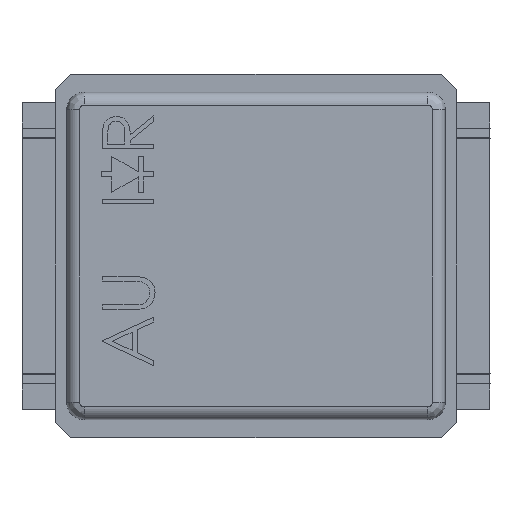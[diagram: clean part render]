
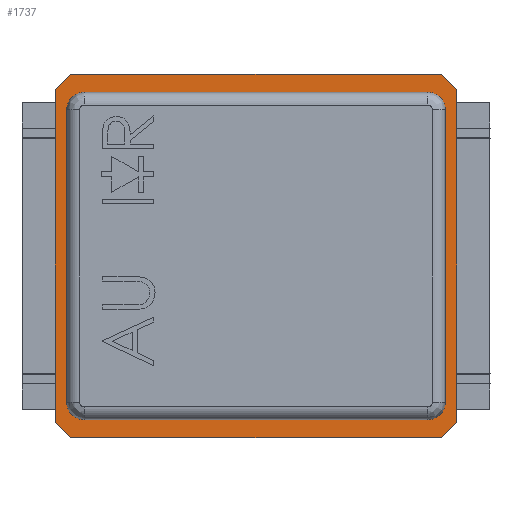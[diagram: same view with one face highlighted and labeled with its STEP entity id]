
A CAD part, top view. The second image highlights one B-rep face of the part: STEP entity #1737.
In plain terms, the highlighted planar face has unit normal (0, 0, 1).
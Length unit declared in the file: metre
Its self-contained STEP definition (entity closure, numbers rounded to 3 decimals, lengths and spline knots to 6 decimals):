
#1303 = EDGE_CURVE( '', #3728, #3729, #3730, .T. );
#1403 = EDGE_CURVE( '', #3903, #3904, #3905, .T. );
#1567 = EDGE_CURVE( '', #4167, #3728, #4178, .T. );
#1633 = EDGE_CURVE( '', #4284, #4285, #4286, .T. );
#1653 = EDGE_CURVE( '', #4319, #4320, #4321, .T. );
#1737 = ADVANCED_FACE( '', ( #4445, #4446 ), #4447, .T. );
#1855 = EDGE_CURVE( '', #4632, #4509, #4633, .T. );
#2043 = EDGE_CURVE( '', #4285, #4904, #4905, .T. );
#2089 = EDGE_CURVE( '', #4768, #3903, #4974, .T. );
#2275 = EDGE_CURVE( '', #4320, #4632, #5228, .T. );
#2505 = EDGE_CURVE( '', #5518, #5519, #5520, .T. );
#2627 = EDGE_CURVE( '', #3904, #5518, #5669, .T. );
#2863 = EDGE_CURVE( '', #4509, #4284, #5949, .T. );
#2897 = EDGE_CURVE( '', #5560, #4319, #5995, .T. );
#2973 = EDGE_CURVE( '', #5519, #4167, #6088, .T. );
#3125 = EDGE_CURVE( '', #3729, #4768, #6263, .T. );
#3343 = EDGE_CURVE( '', #4904, #5560, #6525, .T. );
#3728 = VERTEX_POINT( '', #7014 );
#3729 = VERTEX_POINT( '', #7015 );
#3730 = LINE( '', #7016, #7017 );
#3903 = VERTEX_POINT( '', #7301 );
#3904 = VERTEX_POINT( '', #7302 );
#3905 = LINE( '', #7303, #7304 );
#4167 = VERTEX_POINT( '', #7707 );
#4178 = LINE( '', #7721, #7722 );
#4284 = VERTEX_POINT( '', #7902 );
#4285 = VERTEX_POINT( '', #7903 );
#4286 = CIRCLE( '', #7904, 0.00034 );
#4319 = VERTEX_POINT( '', #7951 );
#4320 = VERTEX_POINT( '', #7952 );
#4321 = CIRCLE( '', #7953, 0.00034 );
#4445 = FACE_OUTER_BOUND( '', #8158, .T. );
#4446 = FACE_BOUND( '', #8159, .T. );
#4447 = PLANE( '', #8160 );
#4509 = VERTEX_POINT( '', #8293 );
#4632 = VERTEX_POINT( '', #8461 );
#4633 = CIRCLE( '', #8462, 0.00034 );
#4768 = VERTEX_POINT( '', #8664 );
#4904 = VERTEX_POINT( '', #8879 );
#4905 = LINE( '', #8880, #8881 );
#4974 = LINE( '', #9009, #9010 );
#5228 = LINE( '', #9409, #9410 );
#5518 = VERTEX_POINT( '', #9895 );
#5519 = VERTEX_POINT( '', #9896 );
#5520 = LINE( '', #9897, #9898 );
#5560 = VERTEX_POINT( '', #9993 );
#5669 = LINE( '', #10188, #10189 );
#5949 = LINE( '', #10653, #10654 );
#5995 = LINE( '', #10713, #10714 );
#6088 = LINE( '', #10843, #10844 );
#6263 = LINE( '', #11136, #11137 );
#6525 = CIRCLE( '', #11583, 0.00034 );
#7014 = CARTESIAN_POINT( '', ( 0.003614, 0.00354, 0.0005 ) );
#7015 = CARTESIAN_POINT( '', ( -0.003636, 0.00354, 0.0005 ) );
#7016 = CARTESIAN_POINT( '', ( -0.003636, 0.00354, 0.0005 ) );
#7017 = VECTOR( '', #12100, 1. );
#7301 = CARTESIAN_POINT( '', ( -0.003936, -0.00326, 0.0005 ) );
#7302 = CARTESIAN_POINT( '', ( -0.003636, -0.00356, 0.0005 ) );
#7303 = CARTESIAN_POINT( '', ( -0.003936, -0.00326, 0.0005 ) );
#7304 = VECTOR( '', #12285, 1. );
#7707 = CARTESIAN_POINT( '', ( 0.003914, 0.00324, 0.0005 ) );
#7721 = CARTESIAN_POINT( '', ( 0.003914, 0.00324, 0.0005 ) );
#7722 = VECTOR( '', #12605, 1. );
#7902 = CARTESIAN_POINT( '', ( -0.003371, 0.00319, 0.0005 ) );
#7903 = CARTESIAN_POINT( '', ( -0.003711, 0.00285, 0.0005 ) );
#7904 = AXIS2_PLACEMENT_3D( '', #12719, #12720, #12721 );
#7951 = CARTESIAN_POINT( '', ( 0.003349, -0.00321, 0.0005 ) );
#7952 = CARTESIAN_POINT( '', ( 0.003689, -0.00287, 0.0005 ) );
#7953 = AXIS2_PLACEMENT_3D( '', #12747, #12748, #12749 );
#8158 = EDGE_LOOP( '', ( #12903, #12904, #12905, #12906, #12907, #12908, #12909, #12910 ) );
#8159 = EDGE_LOOP( '', ( #12911, #12912, #12913, #12914, #12915, #12916, #12917, #12918 ) );
#8160 = AXIS2_PLACEMENT_3D( '', #12919, #12920, #12921 );
#8293 = CARTESIAN_POINT( '', ( 0.003349, 0.00319, 0.0005 ) );
#8461 = CARTESIAN_POINT( '', ( 0.003689, 0.00285, 0.0005 ) );
#8462 = AXIS2_PLACEMENT_3D( '', #13211, #13212, #13213 );
#8664 = CARTESIAN_POINT( '', ( -0.003936, 0.00324, 0.0005 ) );
#8879 = CARTESIAN_POINT( '', ( -0.003711, -0.00287, 0.0005 ) );
#8880 = CARTESIAN_POINT( '', ( -0.003711, 0.00285, 0.0005 ) );
#8881 = VECTOR( '', #13564, 1. );
#9009 = CARTESIAN_POINT( '', ( -0.003936, 0.00324, 0.0005 ) );
#9010 = VECTOR( '', #13680, 1. );
#9409 = CARTESIAN_POINT( '', ( 0.003689, 0.00285, 0.0005 ) );
#9410 = VECTOR( '', #13978, 1. );
#9895 = CARTESIAN_POINT( '', ( 0.003614, -0.00356, 0.0005 ) );
#9896 = CARTESIAN_POINT( '', ( 0.003914, -0.00326, 0.0005 ) );
#9897 = CARTESIAN_POINT( '', ( 0.003914, -0.00326, 0.0005 ) );
#9898 = VECTOR( '', #14408, 1. );
#9993 = CARTESIAN_POINT( '', ( -0.003371, -0.00321, 0.0005 ) );
#10188 = CARTESIAN_POINT( '', ( -0.003636, -0.00356, 0.0005 ) );
#10189 = VECTOR( '', #14626, 1. );
#10653 = CARTESIAN_POINT( '', ( -0.003371, 0.00319, 0.0005 ) );
#10654 = VECTOR( '', #15008, 1. );
#10713 = CARTESIAN_POINT( '', ( -0.003371, -0.00321, 0.0005 ) );
#10714 = VECTOR( '', #15110, 1. );
#10843 = CARTESIAN_POINT( '', ( 0.003914, 0.00324, 0.0005 ) );
#10844 = VECTOR( '', #15271, 1. );
#11136 = CARTESIAN_POINT( '', ( -0.003936, 0.00324, 0.0005 ) );
#11137 = VECTOR( '', #15513, 1. );
#11583 = AXIS2_PLACEMENT_3D( '', #16034, #16035, #16036 );
#12100 = DIRECTION( '', ( -1., 0., 0. ) );
#12285 = DIRECTION( '', ( 0.707, -0.707, 0. ) );
#12605 = DIRECTION( '', ( -0.707, 0.707, 0. ) );
#12719 = CARTESIAN_POINT( '', ( -0.003371, 0.00285, 0.0005 ) );
#12720 = DIRECTION( '', ( 0., 0., 1. ) );
#12721 = DIRECTION( '', ( 1., 0., 0. ) );
#12747 = CARTESIAN_POINT( '', ( 0.003349, -0.00287, 0.0005 ) );
#12748 = DIRECTION( '', ( 0., 0., 1. ) );
#12749 = DIRECTION( '', ( 1., 0., 0. ) );
#12903 = ORIENTED_EDGE( '', *, *, #3125, .T. );
#12904 = ORIENTED_EDGE( '', *, *, #2089, .T. );
#12905 = ORIENTED_EDGE( '', *, *, #1403, .T. );
#12906 = ORIENTED_EDGE( '', *, *, #2627, .T. );
#12907 = ORIENTED_EDGE( '', *, *, #2505, .T. );
#12908 = ORIENTED_EDGE( '', *, *, #2973, .T. );
#12909 = ORIENTED_EDGE( '', *, *, #1567, .T. );
#12910 = ORIENTED_EDGE( '', *, *, #1303, .T. );
#12911 = ORIENTED_EDGE( '', *, *, #1633, .F. );
#12912 = ORIENTED_EDGE( '', *, *, #2863, .F. );
#12913 = ORIENTED_EDGE( '', *, *, #1855, .F. );
#12914 = ORIENTED_EDGE( '', *, *, #2275, .F. );
#12915 = ORIENTED_EDGE( '', *, *, #1653, .F. );
#12916 = ORIENTED_EDGE( '', *, *, #2897, .F. );
#12917 = ORIENTED_EDGE( '', *, *, #3343, .F. );
#12918 = ORIENTED_EDGE( '', *, *, #2043, .F. );
#12919 = CARTESIAN_POINT( '', ( -0.000011, 0.007165, 0.0005 ) );
#12920 = DIRECTION( '', ( 0., 0., 1. ) );
#12921 = DIRECTION( '', ( 1., 0., 0. ) );
#13211 = CARTESIAN_POINT( '', ( 0.003349, 0.00285, 0.0005 ) );
#13212 = DIRECTION( '', ( 0., 0., 1. ) );
#13213 = DIRECTION( '', ( 1., 0., 0. ) );
#13564 = DIRECTION( '', ( 0., -1., 0. ) );
#13680 = DIRECTION( '', ( 0., -1., 0. ) );
#13978 = DIRECTION( '', ( 0., 1., 0. ) );
#14408 = DIRECTION( '', ( 0.707, 0.707, 0. ) );
#14626 = DIRECTION( '', ( 1., 0., 0. ) );
#15008 = DIRECTION( '', ( -1., 0., 0. ) );
#15110 = DIRECTION( '', ( 1., 0., 0. ) );
#15271 = DIRECTION( '', ( 0., 1., 0. ) );
#15513 = DIRECTION( '', ( -0.707, -0.707, 0. ) );
#16034 = CARTESIAN_POINT( '', ( -0.003371, -0.00287, 0.0005 ) );
#16035 = DIRECTION( '', ( 0., 0., 1. ) );
#16036 = DIRECTION( '', ( 1., 0., 0. ) );
